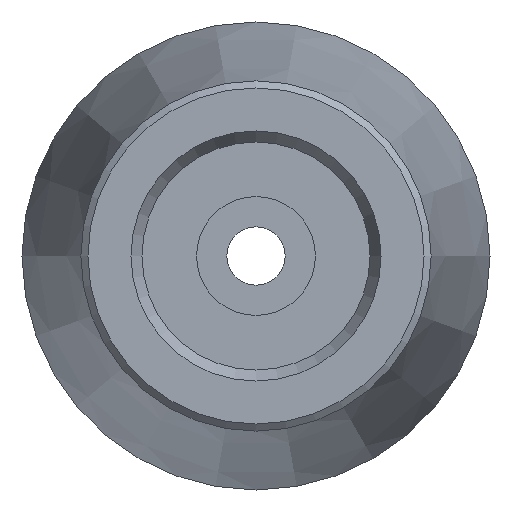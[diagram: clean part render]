
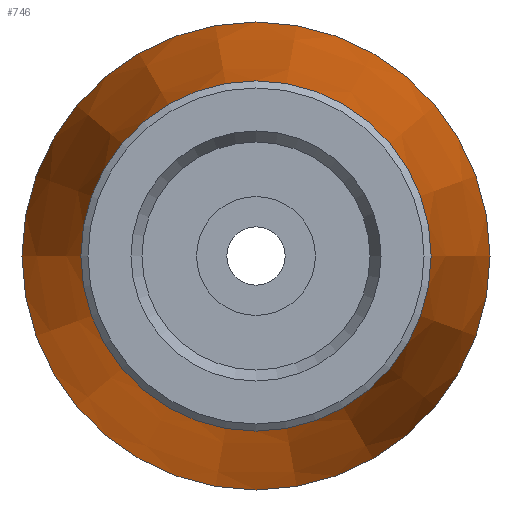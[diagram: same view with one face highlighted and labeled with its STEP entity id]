
A CAD part, left-side view. The second image highlights one B-rep face of the part: STEP entity #746.
In plain terms, the highlighted conical face has half-angle 8 degrees and reference radius 14.167 mm.
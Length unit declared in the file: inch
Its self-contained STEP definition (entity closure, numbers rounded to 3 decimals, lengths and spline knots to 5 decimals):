
#119=FACE_OUTER_BOUND('',#186,.T.);
#186=EDGE_LOOP('',(#609,#610,#611,#612));
#236=LINE('',#1321,#272);
#272=VECTOR('',#1080,0.55775);
#323=CIRCLE('',#864,0.638);
#324=CIRCLE('',#866,0.4775);
#381=VERTEX_POINT('',#1316);
#382=VERTEX_POINT('',#1320);
#459=EDGE_CURVE('',#381,#381,#323,.T.);
#461=EDGE_CURVE('',#381,#382,#236,.T.);
#462=EDGE_CURVE('',#382,#382,#324,.T.);
#609=ORIENTED_EDGE('',*,*,#459,.F.);
#610=ORIENTED_EDGE('',*,*,#461,.T.);
#611=ORIENTED_EDGE('',*,*,#462,.T.);
#612=ORIENTED_EDGE('',*,*,#461,.F.);
#692=CONICAL_SURFACE('',#865,0.55775,0.14);
#746=ADVANCED_FACE('',(#119),#692,.T.);
#864=AXIS2_PLACEMENT_3D('',#1317,#1075,#1076);
#865=AXIS2_PLACEMENT_3D('',#1319,#1078,#1079);
#866=AXIS2_PLACEMENT_3D('',#1322,#1081,#1082);
#1075=DIRECTION('center_axis',(1.,0.,0.));
#1076=DIRECTION('ref_axis',(0.,0.,-1.));
#1078=DIRECTION('center_axis',(1.,0.,0.));
#1079=DIRECTION('ref_axis',(0.,1.,0.));
#1080=DIRECTION('',(-0.99,0.139,0.));
#1081=DIRECTION('center_axis',(1.,0.,0.));
#1082=DIRECTION('ref_axis',(0.,0.,-1.));
#1316=CARTESIAN_POINT('',(1.15885,-0.638,0.));
#1317=CARTESIAN_POINT('Origin',(1.15885,0.,0.));
#1319=CARTESIAN_POINT('Origin',(0.58784,0.,0.));
#1320=CARTESIAN_POINT('',(0.01683,-0.4775,0.));
#1321=CARTESIAN_POINT('',(0.58784,-0.55775,0.));
#1322=CARTESIAN_POINT('Origin',(0.01683,0.,0.));
